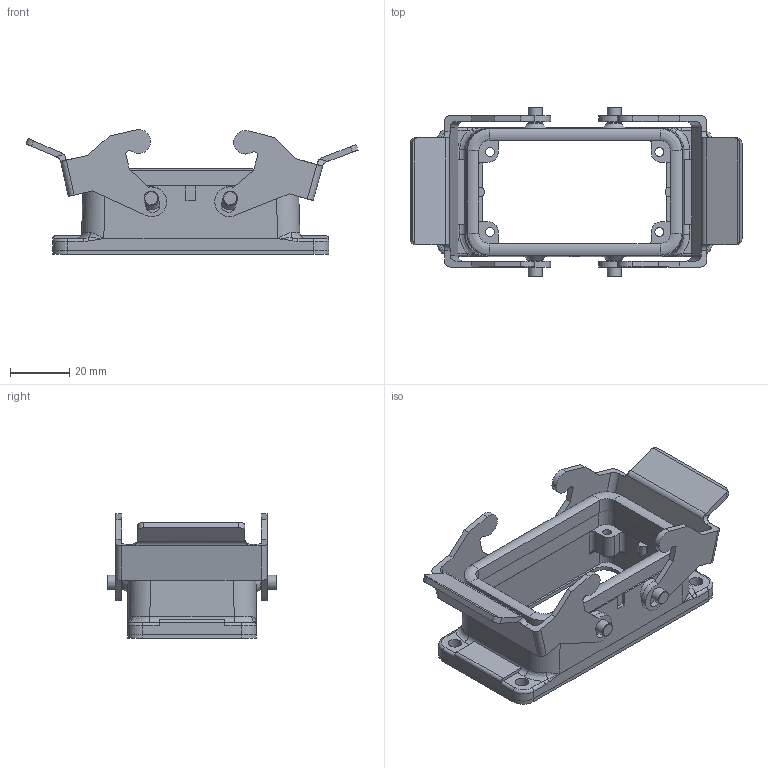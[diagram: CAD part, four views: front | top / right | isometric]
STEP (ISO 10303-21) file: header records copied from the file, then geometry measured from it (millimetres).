
FILE_DESCRIPTION((''),'2;1');
FILE_NAME('04300100301.stp','2020-07-07T14:12:39',('e.eickhoff'),(''),'Autodesk Inventor 2012','Autodesk Inventor 2012','');
FILE_SCHEMA(('AUTOMOTIVE_DESIGN { 1 0 10303 214 1 1 1 1 }'));
Length unit declared in the file: millimetre
Products named in the file (3): 04300100301; Metallbügel Quer
Assembly tree (3 placements, depth 2):
  04300100301
    04300100301
    Metallbügel Quer  x2
Bounding box: 111.8 x 57.2 x 42.01 mm (x, y, z)
Volume: 37455.2 mm3; surface area: 27799.9 mm2
Topology: 3 solids, 3 shells, 359 faces, 1416 edges, 1557 vertices
Faces by surface type: plane 151, cylinder 136, bspline 44, cone 14, torus 12, sphere 2
Full cylindrical faces by diameter (mm): 3 x4, 4.5 x4, 4.8 x4
Entity records: 14585 total; most frequent: CARTESIAN_POINT 4259, DIRECTION 1950, ORIENTED_EDGE 1494, EDGE_CURVE 747, AXIS2_PLACEMENT_3D 718, VECTOR 514, LINE 514, DIMENSIONAL_EXPONENTS 499
